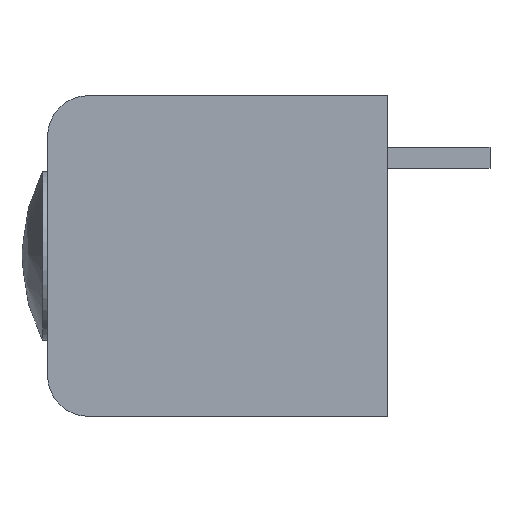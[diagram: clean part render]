
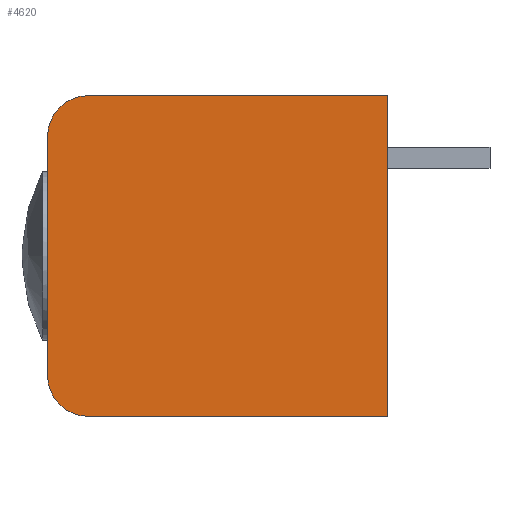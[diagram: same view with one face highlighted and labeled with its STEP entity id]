
A CAD part, left-side view. The second image highlights one B-rep face of the part: STEP entity #4620.
In plain terms, the highlighted planar face has unit normal (-1, 0, 0).
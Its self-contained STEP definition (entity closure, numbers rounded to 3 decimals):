
#202 = DIRECTION ( 'NONE',  ( 0., 0., 1. ) ) ;
#265 = DIRECTION ( 'NONE',  ( 0., 1., 0. ) ) ;
#471 = EDGE_CURVE ( 'NONE', #2554, #3826, #3323, .T. ) ;
#482 = CARTESIAN_POINT ( 'NONE',  ( -13.208, 13.462, -11.1 ) ) ;
#532 = CARTESIAN_POINT ( 'NONE',  ( -13.208, 0., -12.7 ) ) ;
#547 = CARTESIAN_POINT ( 'NONE',  ( -13.208, 0., -12.7 ) ) ;
#778 = VERTEX_POINT ( 'NONE', #3713 ) ;
#1094 = ORIENTED_EDGE ( 'NONE', *, *, #5320, .F. ) ;
#1131 = AXIS2_PLACEMENT_3D ( 'NONE', #4922, #6586, #4443 ) ;
#1267 = ORIENTED_EDGE ( 'NONE', *, *, #4000, .F. ) ;
#1384 = CARTESIAN_POINT ( 'NONE',  ( -13.208, 11.862, -12.7 ) ) ;
#1389 = VERTEX_POINT ( 'NONE', #1384 ) ;
#1530 = DIRECTION ( 'NONE',  ( 0., 0., 1. ) ) ;
#1601 = LINE ( 'NONE', #6655, #3280 ) ;
#1608 = FACE_OUTER_BOUND ( 'NONE', #2168, .T. ) ;
#1731 = EDGE_CURVE ( 'NONE', #3826, #1389, #1601, .T. ) ;
#1836 = DIRECTION ( 'NONE',  ( 1., 0., 0. ) ) ;
#2168 = EDGE_LOOP ( 'NONE', ( #5690, #1094, #5733, #6137, #1267, #6873 ) ) ;
#2554 = VERTEX_POINT ( 'NONE', #2622 ) ;
#2607 = DIRECTION ( 'NONE',  ( 0., 0., 1. ) ) ;
#2622 = CARTESIAN_POINT ( 'NONE',  ( -13.208, 0., 0. ) ) ;
#3017 = DIRECTION ( 'NONE',  ( 0., -1., 0. ) ) ;
#3143 = CARTESIAN_POINT ( 'NONE',  ( -13.208, 13.462, -1.6 ) ) ;
#3247 = CARTESIAN_POINT ( 'NONE',  ( -13.208, 13.462, -1.6 ) ) ;
#3280 = VECTOR ( 'NONE', #265, 1000. ) ;
#3323 = LINE ( 'NONE', #547, #4567 ) ;
#3440 = CARTESIAN_POINT ( 'NONE',  ( -13.208, 11.862, -1.6 ) ) ;
#3568 = VECTOR ( 'NONE', #3017, 1000. ) ;
#3620 = EDGE_CURVE ( 'NONE', #5543, #778, #4392, .T. ) ;
#3713 = CARTESIAN_POINT ( 'NONE',  ( -13.208, 11.862, 0. ) ) ;
#3826 = VERTEX_POINT ( 'NONE', #532 ) ;
#4000 = EDGE_CURVE ( 'NONE', #1389, #6418, #5961, .T. ) ;
#4392 = CIRCLE ( 'NONE', #5906, 1.6 ) ;
#4443 = DIRECTION ( 'NONE',  ( 0., 0., 1. ) ) ;
#4567 = VECTOR ( 'NONE', #4866, 1000. ) ;
#4620 = ADVANCED_FACE ( 'NONE', ( #1608 ), #4754, .T. ) ;
#4754 = PLANE ( 'NONE',  #5642 ) ;
#4866 = DIRECTION ( 'NONE',  ( 0., 0., -1. ) ) ;
#4922 = CARTESIAN_POINT ( 'NONE',  ( -13.208, 11.862, -11.1 ) ) ;
#5147 = LINE ( 'NONE', #3143, #6386 ) ;
#5187 = CARTESIAN_POINT ( 'NONE',  ( -13.208, 0., 0. ) ) ;
#5320 = EDGE_CURVE ( 'NONE', #778, #2554, #5759, .T. ) ;
#5543 = VERTEX_POINT ( 'NONE', #3247 ) ;
#5642 = AXIS2_PLACEMENT_3D ( 'NONE', #5740, #6280, #1530 ) ;
#5690 = ORIENTED_EDGE ( 'NONE', *, *, #471, .F. ) ;
#5733 = ORIENTED_EDGE ( 'NONE', *, *, #3620, .F. ) ;
#5740 = CARTESIAN_POINT ( 'NONE',  ( -13.208, 0., 0. ) ) ;
#5759 = LINE ( 'NONE', #5187, #3568 ) ;
#5906 = AXIS2_PLACEMENT_3D ( 'NONE', #3440, #1836, #202 ) ;
#5961 = CIRCLE ( 'NONE', #1131, 1.6 ) ;
#6113 = EDGE_CURVE ( 'NONE', #6418, #5543, #5147, .T. ) ;
#6137 = ORIENTED_EDGE ( 'NONE', *, *, #6113, .F. ) ;
#6280 = DIRECTION ( 'NONE',  ( -1., 0., 0. ) ) ;
#6386 = VECTOR ( 'NONE', #2607, 1000. ) ;
#6418 = VERTEX_POINT ( 'NONE', #482 ) ;
#6586 = DIRECTION ( 'NONE',  ( 1., 0., 0. ) ) ;
#6655 = CARTESIAN_POINT ( 'NONE',  ( -13.208, 11.862, -12.7 ) ) ;
#6873 = ORIENTED_EDGE ( 'NONE', *, *, #1731, .F. ) ;
